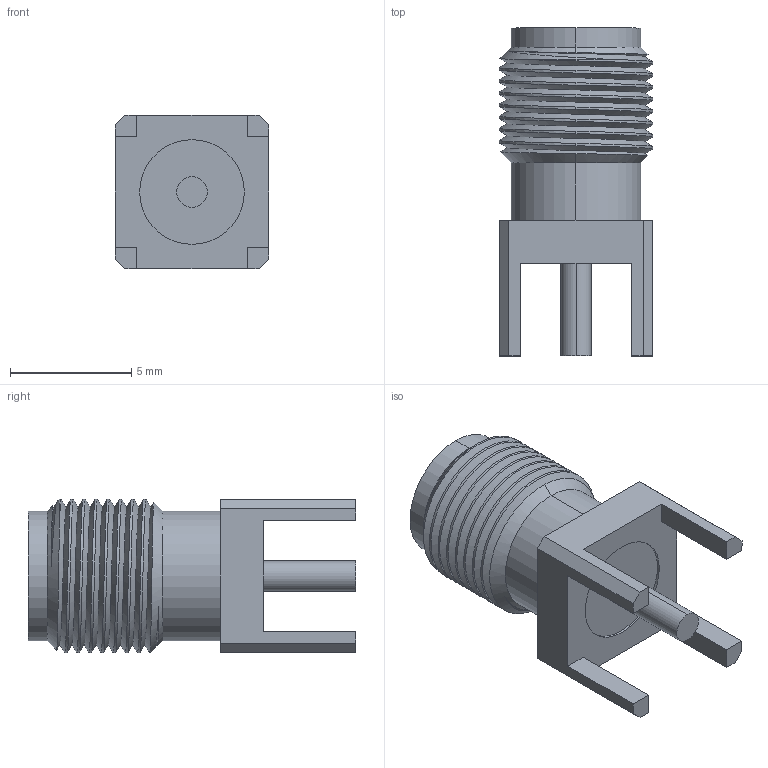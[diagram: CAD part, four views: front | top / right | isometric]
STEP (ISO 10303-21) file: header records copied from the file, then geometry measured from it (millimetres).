
FILE_DESCRIPTION (( 'STEP AP214' ), '1' );
FILE_NAME ('User Library-5-1814832-1.STEP', '2017-11-20T00:29:43', ( '' ), ( '' ), 'SwSTEP 2.0', 'SolidWorks 2017', '' );
FILE_SCHEMA (( 'AUTOMOTIVE_DESIGN' ));
Length unit declared in the file: millimetre
Products named in the file (1): User Library-5-1814832-1
Bounding box: 6.35 x 13.53 x 6.35 mm (x, y, z)
Volume: 247.7 mm3; surface area: 443.9 mm2
Topology: 1 solids, 1 shells, 68 faces, 173 edges, 112 vertices
Faces by surface type: cylinder 29, plane 27, cone 6, torus 4, bspline 2
Entity records: 2926 total; most frequent: CARTESIAN_POINT 1318, ORIENTED_EDGE 346, DIRECTION 300, EDGE_CURVE 173, VERTEX_POINT 112, AXIS2_PLACEMENT_3D 103, LINE 94, VECTOR 94
